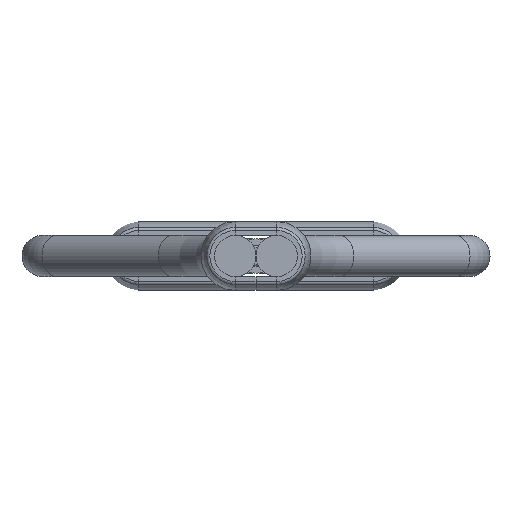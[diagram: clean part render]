
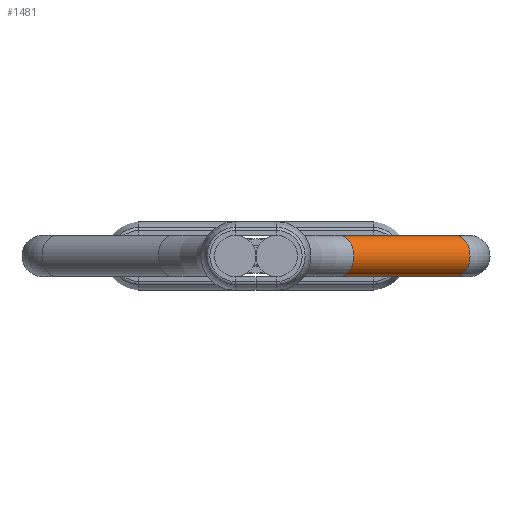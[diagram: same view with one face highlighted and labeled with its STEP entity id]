
A CAD part, front view. The second image highlights one B-rep face of the part: STEP entity #1481.
In plain terms, the highlighted cylindrical face has radius 6 mm (diameter 12 mm), a full revolution.
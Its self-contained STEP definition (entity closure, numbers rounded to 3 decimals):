
#28 = DIRECTION ( 'NONE',  ( -0.707, 0.707, 0. ) ) ;
#1189 = FACE_OUTER_BOUND ( 'NONE', #7483, .T. ) ;
#1481 = ADVANCED_FACE ( 'NONE', ( #1189, #11698 ), #9740, .T. ) ;
#2118 = AXIS2_PLACEMENT_3D ( 'NONE', #5379, #11811, #5444 ) ;
#2496 = ORIENTED_EDGE ( 'NONE', *, *, #10208, .T. ) ;
#3231 = ORIENTED_EDGE ( 'NONE', *, *, #4951, .F. ) ;
#3252 = CARTESIAN_POINT ( 'NONE',  ( 24.173, -233.626, 0. ) ) ;
#3943 = AXIS2_PLACEMENT_3D ( 'NONE', #3252, #13231, #8305 ) ;
#4694 = AXIS2_PLACEMENT_3D ( 'NONE', #7646, #12630, #28 ) ;
#4951 = EDGE_CURVE ( 'NONE', #9957, #9957, #5259, .T. ) ;
#5259 = CIRCLE ( 'NONE', #2118, 6. ) ;
#5379 = CARTESIAN_POINT ( 'NONE',  ( 57.899, -199.899, 0. ) ) ;
#5444 = DIRECTION ( 'NONE',  ( 0., 0., 1. ) ) ;
#6365 = CARTESIAN_POINT ( 'NONE',  ( 24.173, -233.626, 6. ) ) ;
#7205 = EDGE_LOOP ( 'NONE', ( #3231 ) ) ;
#7483 = EDGE_LOOP ( 'NONE', ( #2496 ) ) ;
#7646 = CARTESIAN_POINT ( 'NONE',  ( 57.899, -199.899, 0. ) ) ;
#8305 = DIRECTION ( 'NONE',  ( 0., 0., 1. ) ) ;
#9155 = CIRCLE ( 'NONE', #3943, 6. ) ;
#9740 = CYLINDRICAL_SURFACE ( 'NONE', #4694, 6. ) ;
#9957 = VERTEX_POINT ( 'NONE', #12913 ) ;
#10208 = EDGE_CURVE ( 'NONE', #16282, #16282, #9155, .T. ) ;
#11698 = FACE_OUTER_BOUND ( 'NONE', #7205, .T. ) ;
#11811 = DIRECTION ( 'NONE',  ( 0.707, 0.707, 0. ) ) ;
#12630 = DIRECTION ( 'NONE',  ( -0.707, -0.707, 0. ) ) ;
#12913 = CARTESIAN_POINT ( 'NONE',  ( 57.899, -199.899, 6. ) ) ;
#13231 = DIRECTION ( 'NONE',  ( 0.707, 0.707, 0. ) ) ;
#16282 = VERTEX_POINT ( 'NONE', #6365 ) ;
